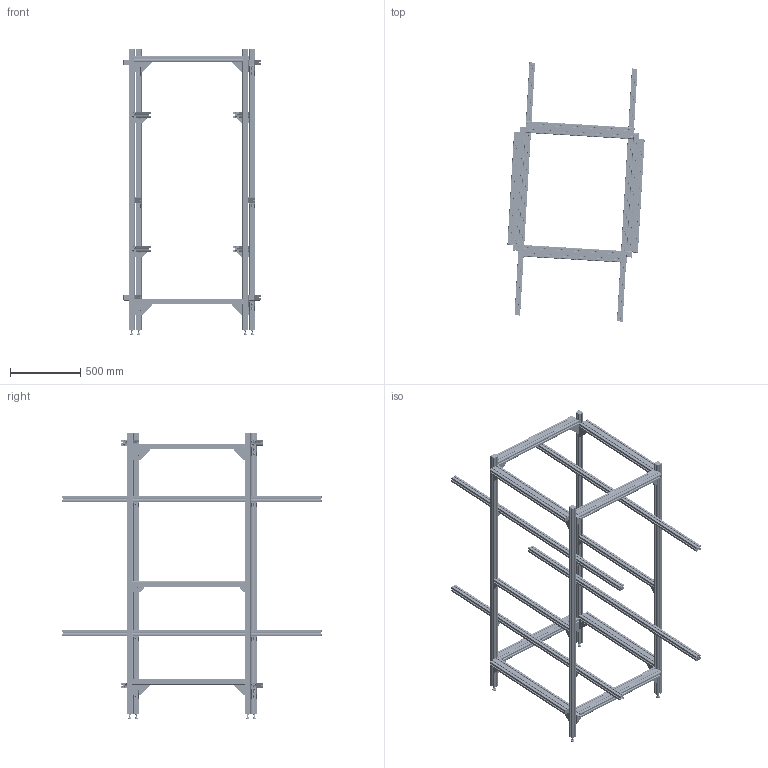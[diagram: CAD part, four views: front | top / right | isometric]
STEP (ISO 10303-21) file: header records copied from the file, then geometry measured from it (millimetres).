
FILE_DESCRIPTION(/* description */ ('Alibre Inc.'),/* implementation_level */ '2;1');
FILE_NAME(/* name */ 'export-52ABD8E6-586E-45E8-8C00-670B9323CC14',/* time_stamp */ '2022-04-11T23:12:50+03:00',/* author */ (''),/* organization */ (''),/* preprocessor_version */ 'ST-DEVELOPER v17',/* originating_system */ 'Alibre',/* authorisation */ '');
FILE_SCHEMA (('CONFIG_CONTROL_DESIGN'));
Length unit declared in the file: millimetre
Products named in the file (19): 5537T983_T-Slotted Framing
Bounding box: 975.73 x 1842.37 x 2041 mm (x, y, z)
Volume: 26707390.7 mm3; surface area: 10443855.7 mm2
Topology: 250 solids, 250 shells, 14578 faces, 39392 edges, 25446 vertices
Faces by surface type: cylinder 6434, plane 4972, cone 2080, bspline 804, sphere 240, torus 48
Full cylindrical faces by diameter (mm): 7 x26
Entity records: 42248 total; most frequent: CARTESIAN_POINT 16537, ORIENTED_EDGE 4884, DIRECTION 4374, EDGE_CURVE 2442, AXIS2_PLACEMENT_3D 1659, VERTEX_POINT 1622, VECTOR 1464, LINE 1464
